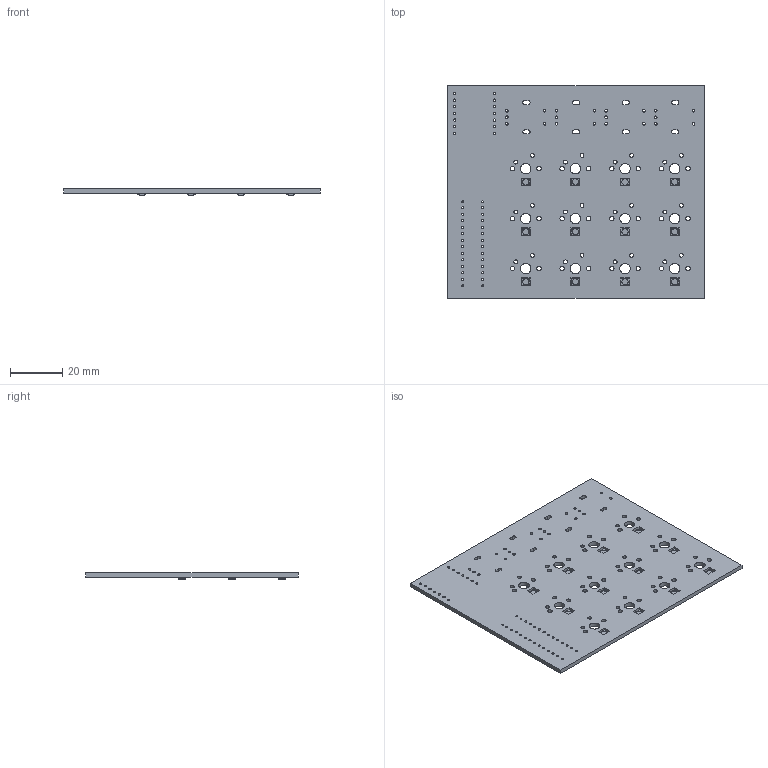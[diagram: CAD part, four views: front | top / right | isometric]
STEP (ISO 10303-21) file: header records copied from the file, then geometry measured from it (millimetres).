
FILE_DESCRIPTION(('KiCad electronic assembly'),'2;1');
FILE_NAME('pcb.step','2025-02-23T22:48:36',('Pcbnew'),('Kicad'), 'Open CASCADE STEP processor 7.8','KiCad to STEP converter','Unknown' );
FILE_SCHEMA(('AUTOMOTIVE_DESIGN { 1 0 10303 214 1 1 1 1 }'));
Length unit declared in the file: millimetre
Products named in the file (5): pcb 1; SK6812MINI-E; Pins; Body; DawPad_PCB
Assembly tree (15 placements, depth 3):
  pcb 1
    SK6812MINI-E  x12
      Pins
      Body
    DawPad_PCB
Bounding box: 98.5 x 81.5 x 2.39 mm (x, y, z)
Volume: 12305.2 mm3; surface area: 17632.6 mm2
Topology: 61 solids, 61 shells, 916 faces, 3462 edges, 6388 vertices
Faces by surface type: plane 706, cylinder 210
Full cylindrical faces by diameter (mm): 0.7 x4, 0.8 x24, 0.889 x14, 1 x32, 1.5 x24, 1.7 x24, 2.4 x12, 4 x12
Entity records: 10534 total; most frequent: CARTESIAN_POINT 2048, DIRECTION 1709, ORIENTED_EDGE 1506, EDGE_CURVE 753, AXIS2_PLACEMENT_3D 571, LINE 567, VECTOR 567, FACE_BOUND 555
